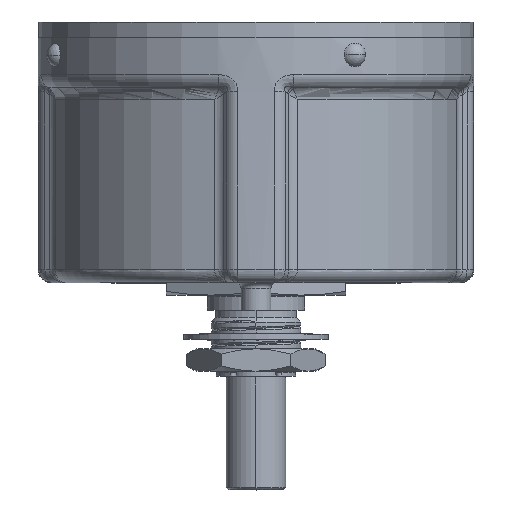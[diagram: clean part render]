
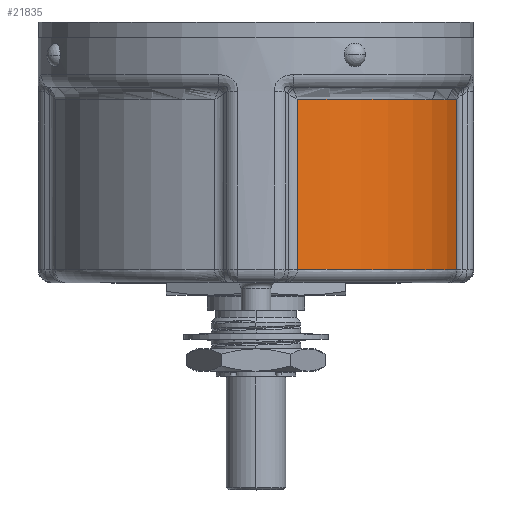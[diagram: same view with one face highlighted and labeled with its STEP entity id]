
A CAD part, top view. The second image highlights one B-rep face of the part: STEP entity #21835.
In plain terms, the highlighted cylindrical face has radius 21.717 mm (diameter 43.434 mm), a partial arc.
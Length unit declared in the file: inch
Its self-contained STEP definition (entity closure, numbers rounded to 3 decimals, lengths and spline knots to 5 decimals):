
#10522=CARTESIAN_POINT('',(0.,0.76324,0.));
#10523=DIRECTION('',(0.,-1.,0.));
#10524=DIRECTION('',(0.979,0.,0.202));
#10525=AXIS2_PLACEMENT_3D('',#10522,#10523,#10524);
#10706=CARTESIAN_POINT('',(0.17272,0.054,
0.83737));
#10708=CARTESIAN_POINT('',(0.83737,0.054,
0.17272));
#10782=DIRECTION('',(0.,-1.,0.));
#10783=VECTOR('',#10782,0.70924);
#10784=CARTESIAN_POINT('',(0.17272,0.76324,
0.83737));
#10785=LINE('',#10784,#10783);
#10808=DIRECTION('',(0.,-1.,0.));
#10809=VECTOR('',#10808,0.70924);
#10810=CARTESIAN_POINT('',(0.83737,0.76324,
0.17272));
#10811=LINE('',#10810,#10809);
#10812=CARTESIAN_POINT('',(0.,0.054,0.));
#10813=DIRECTION('',(0.,-1.,0.));
#10814=DIRECTION('',(0.979,0.,0.202));
#10815=AXIS2_PLACEMENT_3D('',#10812,#10813,#10814);
#19511=VERTEX_POINT('',#10706);
#19512=VERTEX_POINT('',#10708);
#19637=CARTESIAN_POINT('',(0.17272,0.76324,
0.83737));
#19638=VERTEX_POINT('',#19637);
#19639=CARTESIAN_POINT('',(0.83737,0.76324,
0.17272));
#19640=VERTEX_POINT('',#19639);
#21824=CARTESIAN_POINT('',(0.,0.77743,0.));
#21825=DIRECTION('',(0.,-1.,0.));
#21826=DIRECTION('',(-1.,0.,0.));
#21827=AXIS2_PLACEMENT_3D('',#21824,#21825,#21826);
#21828=CYLINDRICAL_SURFACE('',#21827,0.855);
#21829=ORIENTED_EDGE('',*,*,#21815,.F.);
#21830=ORIENTED_EDGE('',*,*,#21503,.F.);
#21831=ORIENTED_EDGE('',*,*,#21672,.T.);
#21832=ORIENTED_EDGE('',*,*,#21738,.T.);
#21833=EDGE_LOOP('',(#21829,#21830,#21831,#21832));
#21834=FACE_OUTER_BOUND('',#21833,.F.);
#21835=ADVANCED_FACE('',(#21834),#21828,.T.);
#10526=CIRCLE('',#10525,0.855);
#10816=CIRCLE('',#10815,0.855);
#21503=EDGE_CURVE('',#19640,#19638,#10526,.T.);
#21672=EDGE_CURVE('',#19640,#19512,#10811,.T.);
#21738=EDGE_CURVE('',#19512,#19511,#10816,.T.);
#21815=EDGE_CURVE('',#19638,#19511,#10785,.T.);
